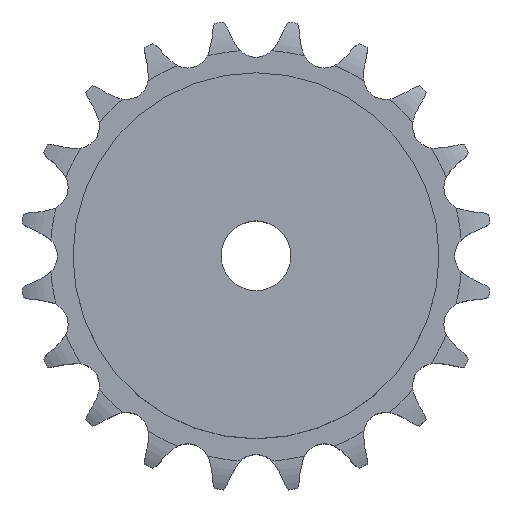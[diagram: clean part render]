
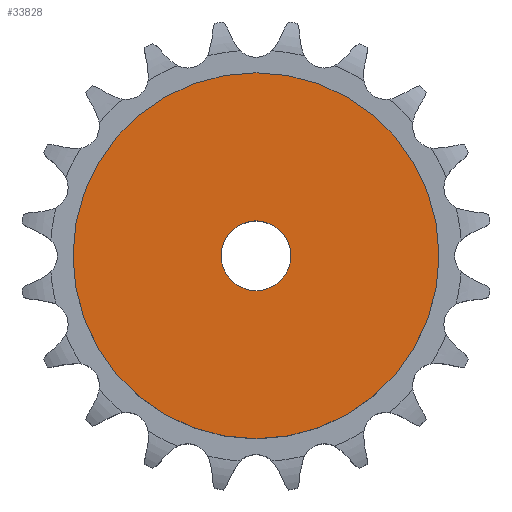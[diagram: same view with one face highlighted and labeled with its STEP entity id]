
A CAD part, top view. The second image highlights one B-rep face of the part: STEP entity #33828.
In plain terms, the highlighted planar face has unit normal (0, 0, 1).
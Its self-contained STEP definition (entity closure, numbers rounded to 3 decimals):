
#18097 = CYLINDRICAL_SURFACE('',#18098,8.);
#18098 = AXIS2_PLACEMENT_3D('',#18099,#18100,#18101);
#18099 = CARTESIAN_POINT('',(0.,0.,173.47));
#18100 = DIRECTION('',(0.,0.,1.));
#18101 = DIRECTION('',(1.,0.,0.));
#23229 = EDGE_CURVE('',#23230,#23230,#23232,.T.);
#23230 = VERTEX_POINT('',#23231);
#23231 = CARTESIAN_POINT('',(8.,0.,45.));
#23232 = SURFACE_CURVE('',#23233,(#23238,#23245),.PCURVE_S1.);
#23233 = CIRCLE('',#23234,8.);
#23234 = AXIS2_PLACEMENT_3D('',#23235,#23236,#23237);
#23235 = CARTESIAN_POINT('',(0.,0.,45.));
#23236 = DIRECTION('',(0.,0.,1.));
#23237 = DIRECTION('',(1.,0.,0.));
#23238 = PCURVE('',#18097,#23239);
#23239 = DEFINITIONAL_REPRESENTATION('',(#23240),#23244);
#23240 = LINE('',#23241,#23242);
#23241 = CARTESIAN_POINT('',(0.,-128.47));
#23242 = VECTOR('',#23243,1.);
#23243 = DIRECTION('',(1.,0.));
#23244 = ( GEOMETRIC_REPRESENTATION_CONTEXT(2) 
PARAMETRIC_REPRESENTATION_CONTEXT() REPRESENTATION_CONTEXT('2D SPACE',''
  ) );
#23245 = PCURVE('',#23246,#23251);
#23246 = PLANE('',#23247);
#23247 = AXIS2_PLACEMENT_3D('',#23248,#23249,#23250);
#23248 = CARTESIAN_POINT('',(0.,0.,45.)
  );
#23249 = DIRECTION('',(0.,0.,1.));
#23250 = DIRECTION('',(1.,0.,0.));
#23251 = DEFINITIONAL_REPRESENTATION('',(#23252),#23256);
#23252 = CIRCLE('',#23253,8.);
#23253 = AXIS2_PLACEMENT_2D('',#23254,#23255);
#23254 = CARTESIAN_POINT('',(0.,0.));
#23255 = DIRECTION('',(1.,0.));
#23256 = ( GEOMETRIC_REPRESENTATION_CONTEXT(2) 
PARAMETRIC_REPRESENTATION_CONTEXT() REPRESENTATION_CONTEXT('2D SPACE',''
  ) );
#33828 = ADVANCED_FACE('',(#33829,#33860),#23246,.T.);
#33829 = FACE_BOUND('',#33830,.T.);
#33830 = EDGE_LOOP('',(#33831));
#33831 = ORIENTED_EDGE('',*,*,#33832,.T.);
#33832 = EDGE_CURVE('',#33833,#33833,#33835,.T.);
#33833 = VERTEX_POINT('',#33834);
#33834 = CARTESIAN_POINT('',(42.,0.,45.));
#33835 = SURFACE_CURVE('',#33836,(#33841,#33848),.PCURVE_S1.);
#33836 = CIRCLE('',#33837,42.);
#33837 = AXIS2_PLACEMENT_3D('',#33838,#33839,#33840);
#33838 = CARTESIAN_POINT('',(0.,0.,45.));
#33839 = DIRECTION('',(0.,0.,1.));
#33840 = DIRECTION('',(1.,0.,0.));
#33841 = PCURVE('',#23246,#33842);
#33842 = DEFINITIONAL_REPRESENTATION('',(#33843),#33847);
#33843 = CIRCLE('',#33844,42.);
#33844 = AXIS2_PLACEMENT_2D('',#33845,#33846);
#33845 = CARTESIAN_POINT('',(0.,0.));
#33846 = DIRECTION('',(1.,0.));
#33847 = ( GEOMETRIC_REPRESENTATION_CONTEXT(2) 
PARAMETRIC_REPRESENTATION_CONTEXT() REPRESENTATION_CONTEXT('2D SPACE',''
  ) );
#33848 = PCURVE('',#33849,#33854);
#33849 = CYLINDRICAL_SURFACE('',#33850,42.);
#33850 = AXIS2_PLACEMENT_3D('',#33851,#33852,#33853);
#33851 = CARTESIAN_POINT('',(0.,0.,0.));
#33852 = DIRECTION('',(-0.,-0.,-1.));
#33853 = DIRECTION('',(1.,0.,0.));
#33854 = DEFINITIONAL_REPRESENTATION('',(#33855),#33859);
#33855 = LINE('',#33856,#33857);
#33856 = CARTESIAN_POINT('',(-0.,-45.));
#33857 = VECTOR('',#33858,1.);
#33858 = DIRECTION('',(-1.,0.));
#33859 = ( GEOMETRIC_REPRESENTATION_CONTEXT(2) 
PARAMETRIC_REPRESENTATION_CONTEXT() REPRESENTATION_CONTEXT('2D SPACE',''
  ) );
#33860 = FACE_BOUND('',#33861,.T.);
#33861 = EDGE_LOOP('',(#33862));
#33862 = ORIENTED_EDGE('',*,*,#23229,.F.);
